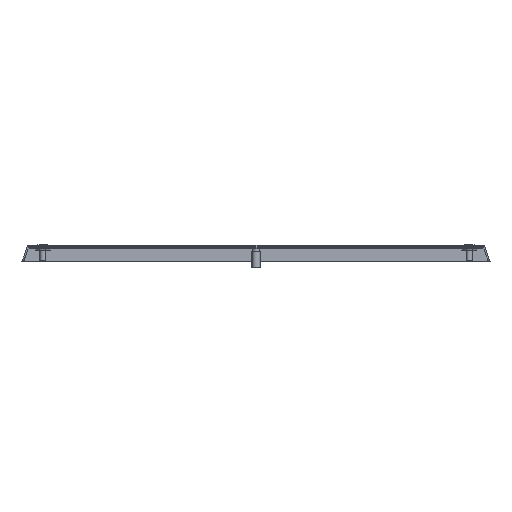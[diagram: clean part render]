
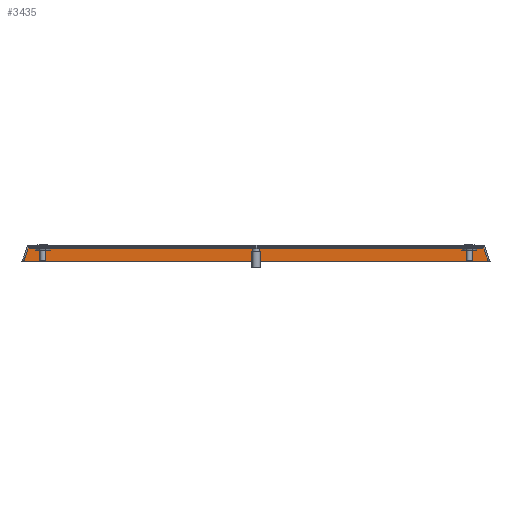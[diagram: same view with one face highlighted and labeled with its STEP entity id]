
A CAD part, front view. The second image highlights one B-rep face of the part: STEP entity #3435.
In plain terms, the highlighted planar face has unit normal (0, -1, 0).
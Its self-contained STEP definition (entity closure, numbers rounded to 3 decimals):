
#56 = FACE_OUTER_BOUND ( 'NONE', #805, .T. ) ;
#281 = EDGE_CURVE ( 'NONE', #1901, #820, #1590, .T. ) ;
#498 = CARTESIAN_POINT ( 'NONE',  ( 223.363, 1000.4, -16. ) ) ;
#545 = DIRECTION ( 'NONE',  ( -1., 0., 0. ) ) ;
#666 = EDGE_CURVE ( 'NONE', #5778, #4827, #5149, .T. ) ;
#755 = VECTOR ( 'NONE', #5226, 1000. ) ;
#805 = EDGE_LOOP ( 'NONE', ( #5930, #3406, #3948, #837 ) ) ;
#820 = VERTEX_POINT ( 'NONE', #2722 ) ;
#837 = ORIENTED_EDGE ( 'NONE', *, *, #3309, .F. ) ;
#1444 = DIRECTION ( 'NONE',  ( -1., 0., 0. ) ) ;
#1590 = LINE ( 'NONE', #3609, #2896 ) ;
#1631 = PLANE ( 'NONE',  #5490 ) ;
#1901 = VERTEX_POINT ( 'NONE', #4288 ) ;
#2123 = CARTESIAN_POINT ( 'NONE',  ( -224.94, 1000.4, -16. ) ) ;
#2466 = LINE ( 'NONE', #3519, #2831 ) ;
#2637 = DIRECTION ( 'NONE',  ( 0., 1., 0. ) ) ;
#2722 = CARTESIAN_POINT ( 'NONE',  ( -218.651, 1000.4, -1.5 ) ) ;
#2831 = VECTOR ( 'NONE', #4072, 1000. ) ;
#2896 = VECTOR ( 'NONE', #545, 1000. ) ;
#3309 = EDGE_CURVE ( 'NONE', #4827, #820, #2466, .T. ) ;
#3406 = ORIENTED_EDGE ( 'NONE', *, *, #4756, .F. ) ;
#3435 = ADVANCED_FACE ( 'NONE', ( #56 ), #1631, .F. ) ;
#3519 = CARTESIAN_POINT ( 'NONE',  ( -223.513, 1000.4, -16.464 ) ) ;
#3521 = CARTESIAN_POINT ( 'NONE',  ( 0., 1000.4, -16. ) ) ;
#3609 = CARTESIAN_POINT ( 'NONE',  ( 0., 1000.4, -1.5 ) ) ;
#3646 = CARTESIAN_POINT ( 'NONE',  ( 180.554, 1000.4, 115.753 ) ) ;
#3749 = DIRECTION ( 'NONE',  ( 0., 0., 1. ) ) ;
#3845 = VECTOR ( 'NONE', #1444, 1000. ) ;
#3948 = ORIENTED_EDGE ( 'NONE', *, *, #281, .T. ) ;
#4072 = DIRECTION ( 'NONE',  ( 0.309, 0., 0.951 ) ) ;
#4134 = LINE ( 'NONE', #3646, #755 ) ;
#4164 = CARTESIAN_POINT ( 'NONE',  ( -223.363, 1000.4, -16. ) ) ;
#4288 = CARTESIAN_POINT ( 'NONE',  ( 218.651, 1000.4, -1.5 ) ) ;
#4756 = EDGE_CURVE ( 'NONE', #1901, #5778, #4134, .T. ) ;
#4827 = VERTEX_POINT ( 'NONE', #4164 ) ;
#5149 = LINE ( 'NONE', #3521, #3845 ) ;
#5226 = DIRECTION ( 'NONE',  ( 0.309, 0., -0.951 ) ) ;
#5490 = AXIS2_PLACEMENT_3D ( 'NONE', #2123, #2637, #3749 ) ;
#5778 = VERTEX_POINT ( 'NONE', #498 ) ;
#5930 = ORIENTED_EDGE ( 'NONE', *, *, #666, .F. ) ;
